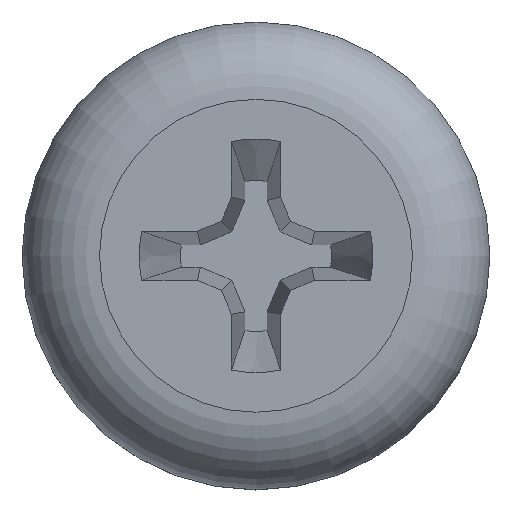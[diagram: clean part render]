
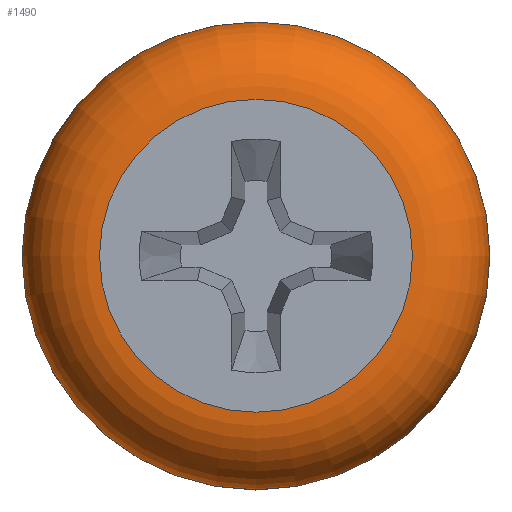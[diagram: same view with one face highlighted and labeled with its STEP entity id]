
A CAD part, top view. The second image highlights one B-rep face of the part: STEP entity #1490.
In plain terms, the highlighted toroidal (fillet/blend) face has major radius 3.178 mm and minor radius 1.573 mm.
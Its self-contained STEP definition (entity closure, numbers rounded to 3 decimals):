
#39=TOROIDAL_SURFACE('',#1599,3.178,1.573);
#152=FACE_OUTER_BOUND('',#232,.T.);
#232=EDGE_LOOP('',(#1137,#1138,#1139,#1140,#1141,#1142,#1143));
#271=CIRCLE('',#1600,4.75);
#272=CIRCLE('',#1601,4.75);
#273=CIRCLE('',#1602,1.573);
#274=CIRCLE('',#1603,3.178);
#275=CIRCLE('',#1604,3.178);
#276=CIRCLE('',#1605,4.75);
#647=VERTEX_POINT('',#8057);
#648=VERTEX_POINT('',#8058);
#649=VERTEX_POINT('',#8060);
#650=VERTEX_POINT('',#8062);
#651=VERTEX_POINT('',#8064);
#854=EDGE_CURVE('',#647,#648,#271,.T.);
#855=EDGE_CURVE('',#649,#647,#272,.T.);
#856=EDGE_CURVE('',#649,#650,#273,.T.);
#857=EDGE_CURVE('',#650,#651,#274,.T.);
#858=EDGE_CURVE('',#651,#650,#275,.T.);
#859=EDGE_CURVE('',#648,#649,#276,.T.);
#1137=ORIENTED_EDGE('',*,*,#854,.F.);
#1138=ORIENTED_EDGE('',*,*,#855,.F.);
#1139=ORIENTED_EDGE('',*,*,#856,.T.);
#1140=ORIENTED_EDGE('',*,*,#857,.T.);
#1141=ORIENTED_EDGE('',*,*,#858,.T.);
#1142=ORIENTED_EDGE('',*,*,#856,.F.);
#1143=ORIENTED_EDGE('',*,*,#859,.F.);
#1490=ADVANCED_FACE('',(#152),#39,.T.);
#1599=AXIS2_PLACEMENT_3D('',#8056,#1813,#1814);
#1600=AXIS2_PLACEMENT_3D('',#8059,#1815,#1816);
#1601=AXIS2_PLACEMENT_3D('',#8061,#1817,#1818);
#1602=AXIS2_PLACEMENT_3D('',#8063,#1819,#1820);
#1603=AXIS2_PLACEMENT_3D('',#8065,#1821,#1822);
#1604=AXIS2_PLACEMENT_3D('',#8066,#1823,#1824);
#1605=AXIS2_PLACEMENT_3D('',#8067,#1825,#1826);
#1813=DIRECTION('center_axis',(0.,0.,-1.));
#1814=DIRECTION('ref_axis',(0.,1.,0.));
#1815=DIRECTION('center_axis',(0.,0.,-1.));
#1816=DIRECTION('ref_axis',(0.,1.,0.));
#1817=DIRECTION('center_axis',(0.,0.,-1.));
#1818=DIRECTION('ref_axis',(0.,1.,0.));
#1819=DIRECTION('center_axis',(-1.,0.,0.));
#1820=DIRECTION('ref_axis',(0.,-1.,0.));
#1821=DIRECTION('center_axis',(0.,0.,-1.));
#1822=DIRECTION('ref_axis',(0.,1.,0.));
#1823=DIRECTION('center_axis',(0.,0.,-1.));
#1824=DIRECTION('ref_axis',(0.,1.,0.));
#1825=DIRECTION('center_axis',(0.,0.,-1.));
#1826=DIRECTION('ref_axis',(0.,1.,0.));
#8056=CARTESIAN_POINT('Origin',(0.,0.,2.128));
#8057=CARTESIAN_POINT('',(-4.75,0.,2.128));
#8058=CARTESIAN_POINT('',(4.75,0.,2.128));
#8059=CARTESIAN_POINT('Origin',(0.,0.,2.128));
#8060=CARTESIAN_POINT('',(0.,-4.75,2.128));
#8061=CARTESIAN_POINT('Origin',(0.,0.,2.128));
#8062=CARTESIAN_POINT('',(0.,-3.178,3.7));
#8063=CARTESIAN_POINT('Origin',(0.,-3.178,2.128));
#8064=CARTESIAN_POINT('',(0.,3.178,3.7));
#8065=CARTESIAN_POINT('Origin',(0.,0.,3.7));
#8066=CARTESIAN_POINT('Origin',(0.,0.,3.7));
#8067=CARTESIAN_POINT('Origin',(0.,0.,2.128));
